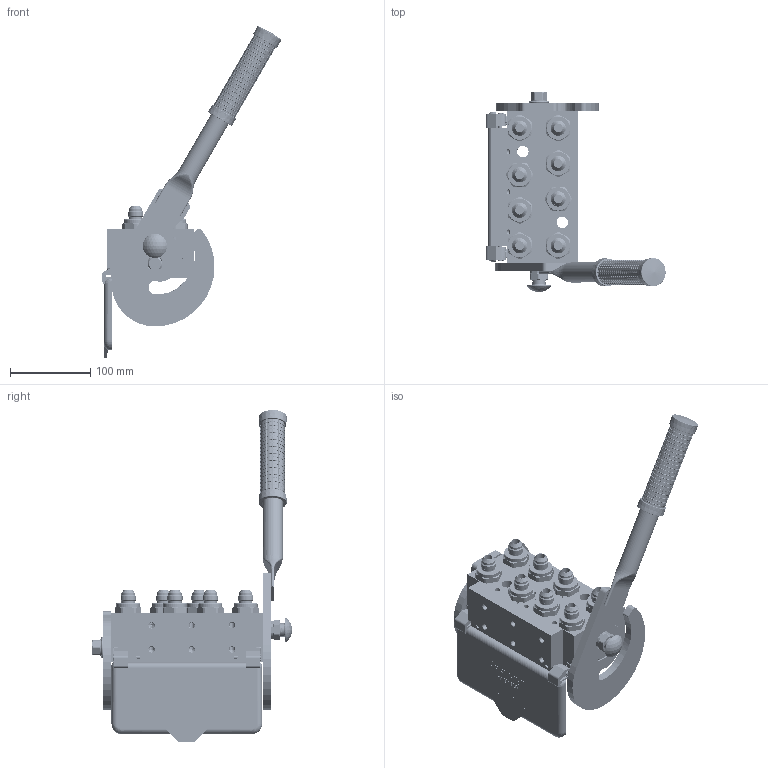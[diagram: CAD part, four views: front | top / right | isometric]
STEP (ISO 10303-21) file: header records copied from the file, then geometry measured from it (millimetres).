
FILE_DESCRIPTION (( 'STEP AP214' ), '1' );
FILE_NAME ('FASTER.step', '2024-01-09T17:16:09', ( '' ), ( '' ), 'SwSTEP 2.0', 'SolidWorks 2017', '' );
FILE_SCHEMA (( 'AUTOMOTIVE_DESIGN' ));
Length unit declared in the file: millimetre
Products named in the file (33): FASTER; 4830_025_0000_001; A_2ffnb1213_12sf; 4830_025_1000_000; sicura_p5; 4142_072_1000_300; 4830_022_0000_011; et007; 4830_001_0005_300; et012; ET007-ET012; 4850_024_0000_012; 4340_014_0000_000; 4850_024_2000_000_ASM; 4830_001_0004_000; or1_5x7_m; P808_F_BASE; 4850_024_0000_021; 0048_042_0412_000; or2_62x17_86; 4850_024_0000_020; 4830_070_0000_001; 4850_024_2000_020; 2ffnb1213_12sf; 4850_024_2000_011; 4830_025_2000_000; curs_molla_12; 4850_001_0001_005; 4830_001_0005_301; 1540_080_0012_000; 4850_020_0000_020; 4850_024_2000_000
Assembly tree (41 placements, depth 4):
  FASTER
    P808_F_BASE
      4850_020_0000_020
      4850_001_0001_005
      4830_001_0004_000  x2
      4830_001_0005_300
      4830_001_0005_301
    A_2ffnb1213_12sf  x8
      curs_molla_12
        4340_014_0000_000
        4142_072_1000_300
      2ffnb1213_12sf
        2ffnb1213_12sf
    4850_024_2000_000
      4850_024_2000_000_ASM
        4850_024_2000_020
        4850_024_2000_011
        4850_024_0000_021
      sicura_p5
        4830_025_0000_001
        or1_5x7_m
        0048_042_0412_000
      4850_024_0000_012
      4850_024_0000_020
      1540_080_0012_000
      4830_025_2000_000
      4830_025_1000_000
      4830_022_0000_011
      4830_070_0000_001
      or2_62x17_86  x2
    ET007-ET012
      et012
      et007
Bounding box: 222.69 x 248.93 x 412.47 mm (x, y, z)
Volume: 294373 mm3; surface area: 483255.7 mm2
Topology: 35 solids, 98 shells, 7244 faces, 19560 edges, 12602 vertices
Faces by surface type: plane 3467, cylinder 2037, cone 657, torus 598, bspline 408, sphere 77
Entity records: 224501 total; most frequent: CARTESIAN_POINT 93370, ORIENTED_EDGE 28211, DIRECTION 23513, EDGE_CURVE 14219, VECTOR 9245, LINE 9245, VERTEX_POINT 9227, AXIS2_PLACEMENT_3D 7134
